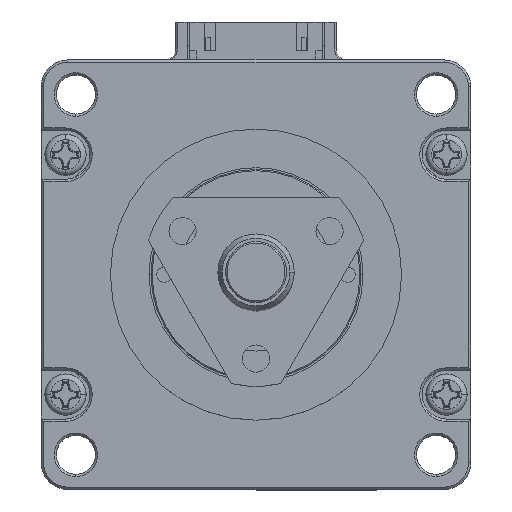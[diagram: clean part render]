
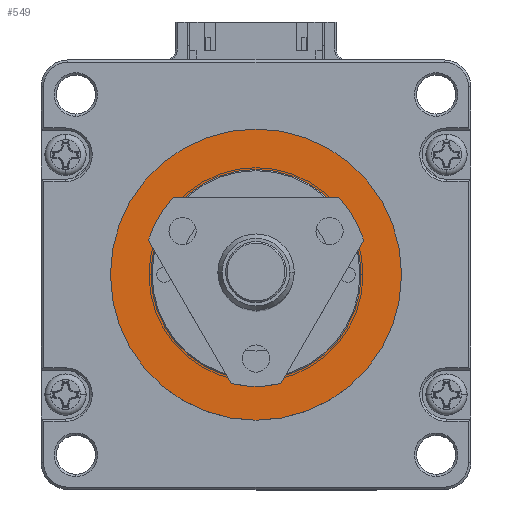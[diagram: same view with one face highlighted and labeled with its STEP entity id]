
A CAD part, top view. The second image highlights one B-rep face of the part: STEP entity #549.
In plain terms, the highlighted planar face has unit normal (0, 0, 1).
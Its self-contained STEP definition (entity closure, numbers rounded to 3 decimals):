
#549 = ADVANCED_FACE ( 'NONE', ( #9499, #23723 ), #19417, .T. ) ;
#830 = CARTESIAN_POINT ( 'NONE',  ( 0., 0., 1.6 ) ) ;
#878 = DIRECTION ( 'NONE',  ( 0., -1., 0. ) ) ;
#1807 = CIRCLE ( 'NONE', #20007, 13.75 ) ;
#2662 = DIRECTION ( 'NONE',  ( 0., 0., -1. ) ) ;
#2711 = CARTESIAN_POINT ( 'NONE',  ( 0., 0., 1.6 ) ) ;
#2866 = VERTEX_POINT ( 'NONE', #23597 ) ;
#3010 = EDGE_LOOP ( 'NONE', ( #15998, #7090 ) ) ;
#3576 = CARTESIAN_POINT ( 'NONE',  ( 0., 19.05, 1.6 ) ) ;
#3805 = CIRCLE ( 'NONE', #17653, 19.05 ) ;
#4626 = DIRECTION ( 'NONE',  ( 0., 0., -1. ) ) ;
#5965 = AXIS2_PLACEMENT_3D ( 'NONE', #21319, #21055, #878 ) ;
#6944 = VERTEX_POINT ( 'NONE', #3576 ) ;
#7090 = ORIENTED_EDGE ( 'NONE', *, *, #12201, .T. ) ;
#7629 = EDGE_CURVE ( 'NONE', #20089, #6944, #23654, .T. ) ;
#9499 = FACE_OUTER_BOUND ( 'NONE', #20503, .T. ) ;
#10595 = CARTESIAN_POINT ( 'NONE',  ( 0., -19.05, 1.6 ) ) ;
#10845 = DIRECTION ( 'NONE',  ( 0., 0., -1. ) ) ;
#11702 = ORIENTED_EDGE ( 'NONE', *, *, #13054, .F. ) ;
#12201 = EDGE_CURVE ( 'NONE', #12218, #2866, #1807, .T. ) ;
#12216 = EDGE_CURVE ( 'NONE', #2866, #12218, #15514, .T. ) ;
#12218 = VERTEX_POINT ( 'NONE', #14073 ) ;
#12916 = CARTESIAN_POINT ( 'NONE',  ( 0., 0., 1.6 ) ) ;
#13008 = DIRECTION ( 'NONE',  ( 0., -1., 0. ) ) ;
#13054 = EDGE_CURVE ( 'NONE', #6944, #20089, #3805, .T. ) ;
#14073 = CARTESIAN_POINT ( 'NONE',  ( 0., -13.75, 1.6 ) ) ;
#15514 = CIRCLE ( 'NONE', #21852, 13.75 ) ;
#15558 = DIRECTION ( 'NONE',  ( 0., 0., 1. ) ) ;
#15998 = ORIENTED_EDGE ( 'NONE', *, *, #12216, .T. ) ;
#16456 = ORIENTED_EDGE ( 'NONE', *, *, #7629, .F. ) ;
#16946 = DIRECTION ( 'NONE',  ( 0., 1., 0. ) ) ;
#17629 = CARTESIAN_POINT ( 'NONE',  ( -24.6, -24.6, 1.6 ) ) ;
#17653 = AXIS2_PLACEMENT_3D ( 'NONE', #12916, #2662, #13008 ) ;
#18422 = AXIS2_PLACEMENT_3D ( 'NONE', #17629, #15558, #21686 ) ;
#19417 = PLANE ( 'NONE',  #18422 ) ;
#20007 = AXIS2_PLACEMENT_3D ( 'NONE', #830, #4626, #21099 ) ;
#20089 = VERTEX_POINT ( 'NONE', #10595 ) ;
#20503 = EDGE_LOOP ( 'NONE', ( #16456, #11702 ) ) ;
#21055 = DIRECTION ( 'NONE',  ( 0., 0., -1. ) ) ;
#21099 = DIRECTION ( 'NONE',  ( 0., 1., 0. ) ) ;
#21319 = CARTESIAN_POINT ( 'NONE',  ( 0., 0., 1.6 ) ) ;
#21686 = DIRECTION ( 'NONE',  ( 1., 0., 0. ) ) ;
#21852 = AXIS2_PLACEMENT_3D ( 'NONE', #2711, #10845, #16946 ) ;
#23597 = CARTESIAN_POINT ( 'NONE',  ( 0., 13.75, 1.6 ) ) ;
#23654 = CIRCLE ( 'NONE', #5965, 19.05 ) ;
#23723 = FACE_BOUND ( 'NONE', #3010, .T. ) ;
